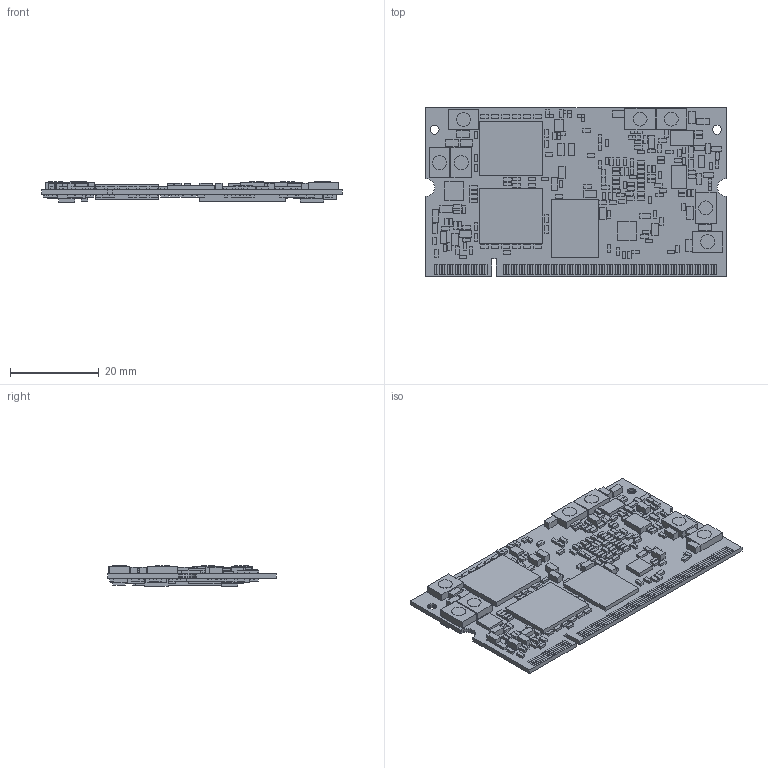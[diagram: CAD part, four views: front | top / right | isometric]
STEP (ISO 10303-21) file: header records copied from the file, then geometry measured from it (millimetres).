
FILE_DESCRIPTION(('Open CASCADE Model'),'2;1');
FILE_NAME('Open CASCADE Shape Model','2011-06-14T07:41:43',('Author'),( 'Open CASCADE'),'Open CASCADE STEP processor 6.2','Open CASCADE 6.2' ,'Unknown');
FILE_SCHEMA(('AUTOMOTIVE_DESIGN { 1 0 10303 214 1 1 1 1 }'));
Length unit declared in the file: millimetre
Products named in the file (400): PCB; Board; R916; 480506432; Extruded; R914; R912; R818; 480506304; R817; R814B; R814A; R105; L800; 480493120; 480482752; U300; 480483264; R911; R908; R906; R905; R903; R900A; R220; R216; R215B; R215A; R214B; R214A; R212; R211; L703; C732; 480502080; L702; 480482880; K900; 480503616; L201 ...
Assembly tree (919 placements, depth 4):
  PCB
    Board
    R916
      480506432
        Extruded
    R914
      480506432
        Extruded
    R912
      480506432
        Extruded
    R818
      480506304
        Extruded
    R817
      480506304
        Extruded
    R814B
      480506432
        Extruded
    R814A
      480506432
        Extruded
    R105
      480506304
        Extruded
    L800
      480493120
        Extruded
      480482752
        Extruded
    U300
      480483264
        Extruded
    R911
      480506304
        Extruded
    R908
      480506432
        Extruded
    R906
      480506432
        Extruded
    R905
      480506432
        Extruded
    R903
      480506304
        Extruded
    R900A
      480506432
        Extruded
    R220
      480506304
        Extruded
    R216
      480506432
        Extruded
    R215B
      480506432
Bounding box: 67.6 x 38 x 4.61 mm (x, y, z)
Volume: 5476.7 mm3; surface area: 12945.2 mm2
Topology: 552 solids, 552 shells, 3602 faces, 7490 edges, 4992 vertices
Faces by surface type: plane 3602
Entity records: 29984 total; most frequent: DIRECTION 4674, CARTESIAN_POINT 3936, LINE 2214, VECTOR 2214, ORIENTED_EDGE 1476, PCURVE 1476, DEFINITIONAL_REPRESENTATION 1476, PRODUCT_DEFINITION_SHAPE 1319
